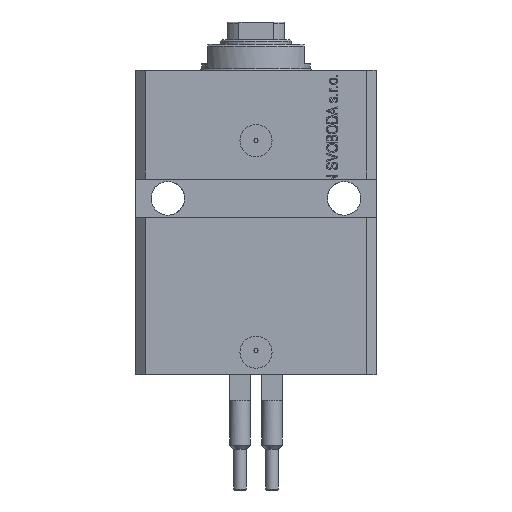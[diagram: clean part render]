
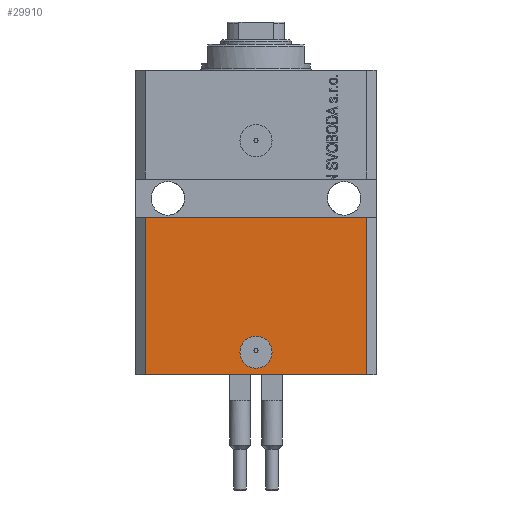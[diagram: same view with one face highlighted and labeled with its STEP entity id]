
A CAD part, front view. The second image highlights one B-rep face of the part: STEP entity #29910.
In plain terms, the highlighted planar face has unit normal (0, -1, 0).
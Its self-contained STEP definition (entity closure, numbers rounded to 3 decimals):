
#4455 = VECTOR ( 'NONE', #34006, 1000. ) ;
#4848 = EDGE_CURVE ( 'NONE', #8998, #31217, #26355, .T. ) ;
#4858 = EDGE_LOOP ( 'NONE', ( #46644, #23272, #31824, #7697 ) ) ;
#4909 = CARTESIAN_POINT ( 'NONE',  ( -34.5, -27.5, -95. ) ) ;
#5151 = CARTESIAN_POINT ( 'NONE',  ( -5., -27.5, -88. ) ) ;
#5751 = DIRECTION ( 'NONE',  ( 0., -1., 0. ) ) ;
#7697 = ORIENTED_EDGE ( 'NONE', *, *, #36873, .T. ) ;
#7706 = LINE ( 'NONE', #8176, #4455 ) ;
#7762 = DIRECTION ( 'NONE',  ( 0., -1., 0. ) ) ;
#8176 = CARTESIAN_POINT ( 'NONE',  ( -37.5, -27.5, -46. ) ) ;
#8693 = VECTOR ( 'NONE', #36603, 1000. ) ;
#8882 = VERTEX_POINT ( 'NONE', #5151 ) ;
#8998 = VERTEX_POINT ( 'NONE', #24136 ) ;
#9841 = LINE ( 'NONE', #42729, #41749 ) ;
#10830 = LINE ( 'NONE', #44432, #17612 ) ;
#13277 = VERTEX_POINT ( 'NONE', #35900 ) ;
#16620 = EDGE_CURVE ( 'NONE', #20443, #8882, #18312, .T. ) ;
#17612 = VECTOR ( 'NONE', #22260, 1000. ) ;
#18312 = CIRCLE ( 'NONE', #45539, 5. ) ;
#19761 = DIRECTION ( 'NONE',  ( 0., 0., -1. ) ) ;
#19805 = EDGE_CURVE ( 'NONE', #31217, #13277, #7706, .T. ) ;
#20443 = VERTEX_POINT ( 'NONE', #25361 ) ;
#21885 = ORIENTED_EDGE ( 'NONE', *, *, #42281, .F. ) ;
#22040 = ORIENTED_EDGE ( 'NONE', *, *, #16620, .F. ) ;
#22260 = DIRECTION ( 'NONE',  ( 0., 0., 1. ) ) ;
#22461 = DIRECTION ( 'NONE',  ( 0., -1., 0. ) ) ;
#23272 = ORIENTED_EDGE ( 'NONE', *, *, #4848, .F. ) ;
#23311 = AXIS2_PLACEMENT_3D ( 'NONE', #4909, #22461, #19761 ) ;
#24136 = CARTESIAN_POINT ( 'NONE',  ( -34.5, -27.5, -95. ) ) ;
#25361 = CARTESIAN_POINT ( 'NONE',  ( 5., -27.5, -88. ) ) ;
#25557 = CIRCLE ( 'NONE', #38037, 5. ) ;
#26355 = LINE ( 'NONE', #41221, #8693 ) ;
#26596 = FACE_OUTER_BOUND ( 'NONE', #4858, .T. ) ;
#26969 = DIRECTION ( 'NONE',  ( 1., 0., 0. ) ) ;
#28993 = CARTESIAN_POINT ( 'NONE',  ( -34.5, -27.5, -46. ) ) ;
#29910 = ADVANCED_FACE ( 'NONE', ( #38282, #26596 ), #37576, .T. ) ;
#31217 = VERTEX_POINT ( 'NONE', #28993 ) ;
#31824 = ORIENTED_EDGE ( 'NONE', *, *, #34584, .T. ) ;
#34006 = DIRECTION ( 'NONE',  ( 1., 0., 0. ) ) ;
#34584 = EDGE_CURVE ( 'NONE', #8998, #38736, #9841, .T. ) ;
#35900 = CARTESIAN_POINT ( 'NONE',  ( 34.5, -27.5, -46. ) ) ;
#36603 = DIRECTION ( 'NONE',  ( 0., 0., 1. ) ) ;
#36873 = EDGE_CURVE ( 'NONE', #38736, #13277, #10830, .T. ) ;
#36973 = CARTESIAN_POINT ( 'NONE',  ( 34.5, -27.5, -95. ) ) ;
#37576 = PLANE ( 'NONE',  #23311 ) ;
#38037 = AXIS2_PLACEMENT_3D ( 'NONE', #39125, #5751, #46177 ) ;
#38282 = FACE_BOUND ( 'NONE', #40228, .T. ) ;
#38736 = VERTEX_POINT ( 'NONE', #36973 ) ;
#39125 = CARTESIAN_POINT ( 'NONE',  ( 0., -27.5, -88. ) ) ;
#40228 = EDGE_LOOP ( 'NONE', ( #22040, #21885 ) ) ;
#41221 = CARTESIAN_POINT ( 'NONE',  ( -34.5, -27.5, -95. ) ) ;
#41749 = VECTOR ( 'NONE', #46134, 1000. ) ;
#42281 = EDGE_CURVE ( 'NONE', #8882, #20443, #25557, .T. ) ;
#42729 = CARTESIAN_POINT ( 'NONE',  ( -34.5, -27.5, -95. ) ) ;
#44432 = CARTESIAN_POINT ( 'NONE',  ( 34.5, -27.5, -95. ) ) ;
#45485 = CARTESIAN_POINT ( 'NONE',  ( 0., -27.5, -88. ) ) ;
#45539 = AXIS2_PLACEMENT_3D ( 'NONE', #45485, #7762, #26969 ) ;
#46134 = DIRECTION ( 'NONE',  ( 1., 0., 0. ) ) ;
#46177 = DIRECTION ( 'NONE',  ( 1., 0., 0. ) ) ;
#46644 = ORIENTED_EDGE ( 'NONE', *, *, #19805, .F. ) ;
